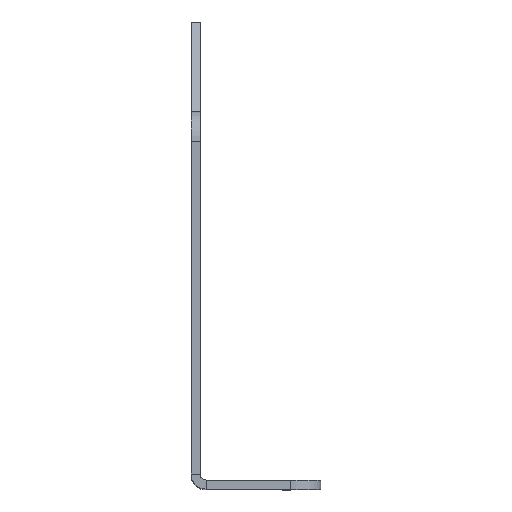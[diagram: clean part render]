
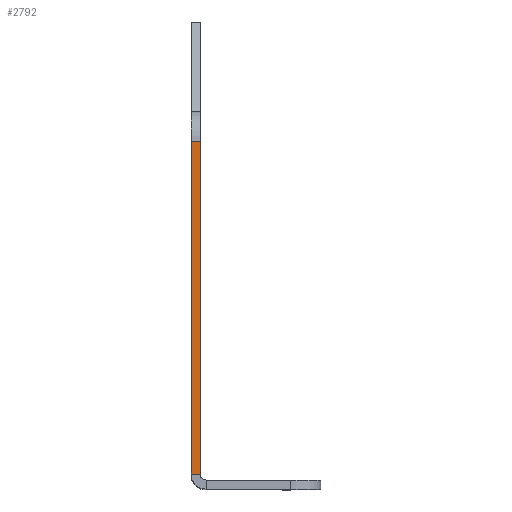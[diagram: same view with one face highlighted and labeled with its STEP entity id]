
A CAD part, top view. The second image highlights one B-rep face of the part: STEP entity #2792.
In plain terms, the highlighted planar face has unit normal (0, 0, 1).
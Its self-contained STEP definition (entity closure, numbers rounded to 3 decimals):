
#38 = DIRECTION ( 'NONE',  ( 0., 0., 1. ) ) ;
#46 = CARTESIAN_POINT ( 'NONE',  ( 0., 55., 0. ) ) ;
#109 = EDGE_CURVE ( 'NONE', #3318, #4101, #3797, .T. ) ;
#130 = ORIENTED_EDGE ( 'NONE', *, *, #3128, .T. ) ;
#186 = LINE ( 'NONE', #796, #3837 ) ;
#327 = ORIENTED_EDGE ( 'NONE', *, *, #1186, .T. ) ;
#535 = ORIENTED_EDGE ( 'NONE', *, *, #109, .F. ) ;
#614 = ORIENTED_EDGE ( 'NONE', *, *, #3213, .T. ) ;
#796 = CARTESIAN_POINT ( 'NONE',  ( -1.5, 0., 0. ) ) ;
#1186 = EDGE_CURVE ( 'NONE', #1764, #3429, #1668, .T. ) ;
#1246 = LINE ( 'NONE', #1894, #1436 ) ;
#1436 = VECTOR ( 'NONE', #3157, 1000. ) ;
#1503 = DIRECTION ( 'NONE',  ( 0., -1., 0. ) ) ;
#1567 = CARTESIAN_POINT ( 'NONE',  ( -1.5, 55., 0. ) ) ;
#1668 = LINE ( 'NONE', #2944, #4021 ) ;
#1764 = VERTEX_POINT ( 'NONE', #1567 ) ;
#1894 = CARTESIAN_POINT ( 'NONE',  ( -1.5, 55., 0. ) ) ;
#2122 = CARTESIAN_POINT ( 'NONE',  ( 0., 0., 0. ) ) ;
#2232 = DIRECTION ( 'NONE',  ( 0., -1., 0. ) ) ;
#2311 = CARTESIAN_POINT ( 'NONE',  ( -1.5, 0., 0. ) ) ;
#2349 = VECTOR ( 'NONE', #1503, 1000. ) ;
#2594 = PLANE ( 'NONE',  #3450 ) ;
#2738 = DIRECTION ( 'NONE',  ( 1., 0., 0. ) ) ;
#2792 = ADVANCED_FACE ( 'NONE', ( #2899 ), #2594, .T. ) ;
#2847 = CARTESIAN_POINT ( 'NONE',  ( 0., 60., 0. ) ) ;
#2899 = FACE_OUTER_BOUND ( 'NONE', #3322, .T. ) ;
#2944 = CARTESIAN_POINT ( 'NONE',  ( -1.5, 60., 0. ) ) ;
#3128 = EDGE_CURVE ( 'NONE', #3429, #4101, #186, .T. ) ;
#3157 = DIRECTION ( 'NONE',  ( -1., 0., 0. ) ) ;
#3213 = EDGE_CURVE ( 'NONE', #3318, #1764, #1246, .T. ) ;
#3224 = CARTESIAN_POINT ( 'NONE',  ( -1.5, 60., 0. ) ) ;
#3318 = VERTEX_POINT ( 'NONE', #46 ) ;
#3322 = EDGE_LOOP ( 'NONE', ( #535, #614, #327, #130 ) ) ;
#3429 = VERTEX_POINT ( 'NONE', #2311 ) ;
#3450 = AXIS2_PLACEMENT_3D ( 'NONE', #3224, #38, #3873 ) ;
#3797 = LINE ( 'NONE', #2847, #2349 ) ;
#3837 = VECTOR ( 'NONE', #2738, 1000. ) ;
#3873 = DIRECTION ( 'NONE',  ( 0., -1., 0. ) ) ;
#4021 = VECTOR ( 'NONE', #2232, 1000. ) ;
#4101 = VERTEX_POINT ( 'NONE', #2122 ) ;
